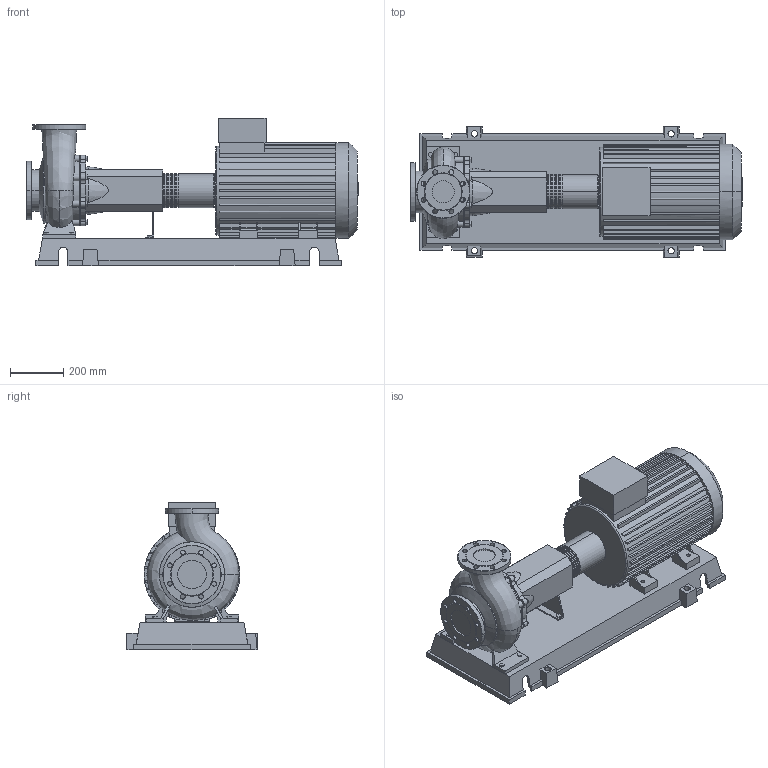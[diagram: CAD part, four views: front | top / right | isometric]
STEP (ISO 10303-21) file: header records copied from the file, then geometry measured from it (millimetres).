
FILE_DESCRIPTION((''),'2;1');
FILE_NAME('3d_NL80_200-22-2-05-4109256.stp','2015-03-03T07:54:21',(''),(''),'Mechanical Desktop 2009','Mechanical Desktop 2009',', , ');
FILE_SCHEMA(('CONFIG_CONTROL_DESIGN'));
Length unit declared in the file: millimetre
Products named in the file (1): Product
Bounding box: 1249 x 490 x 555 mm (x, y, z)
Volume: 85447363.1 mm3; surface area: 3886118.7 mm2
Topology: 11 solids, 11 shells, 844 faces, 2276 edges, 1498 vertices
Faces by surface type: plane 431, cylinder 234, bspline 151, cone 14, torus 14
Entity records: 30490 total; most frequent: CARTESIAN_POINT 9058, ORIENTED_EDGE 4554, DIRECTION 4311, EDGE_CURVE 2277, VERTEX_POINT 1495, AXIS2_PLACEMENT_3D 1445, VECTOR 1421, LINE 1421
